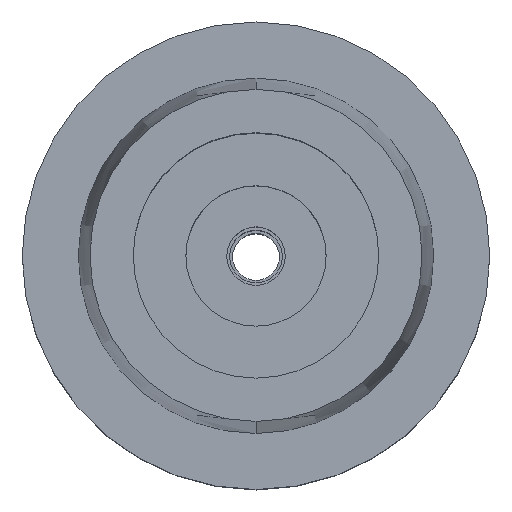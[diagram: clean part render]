
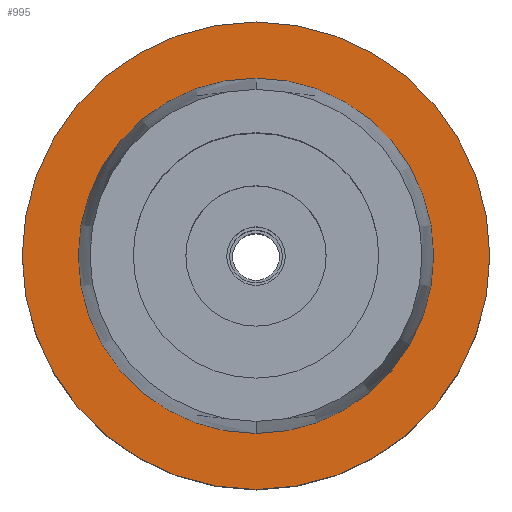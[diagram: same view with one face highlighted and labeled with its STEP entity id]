
A CAD part, top view. The second image highlights one B-rep face of the part: STEP entity #995.
In plain terms, the highlighted planar face has unit normal (0, 0, 1).
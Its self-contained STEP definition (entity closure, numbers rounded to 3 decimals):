
#64=CARTESIAN_POINT('',(0.,0.,0.));
#65=DIRECTION('',(0.,0.,-1.));
#66=DIRECTION('',(0.,-1.,0.));
#67=AXIS2_PLACEMENT_3D('',#64,#65,#66);
#72=CARTESIAN_POINT('',(0.,0.,0.));
#73=DIRECTION('',(0.,0.,-1.));
#74=DIRECTION('',(0.,1.,0.));
#75=AXIS2_PLACEMENT_3D('',#72,#73,#74);
#80=CARTESIAN_POINT('',(0.,0.,0.));
#81=DIRECTION('',(0.,0.,1.));
#82=DIRECTION('',(0.,-1.,0.));
#83=AXIS2_PLACEMENT_3D('',#80,#81,#82);
#88=CARTESIAN_POINT('',(0.,0.,0.));
#89=DIRECTION('',(0.,0.,1.));
#90=DIRECTION('',(0.,1.,0.));
#91=AXIS2_PLACEMENT_3D('',#88,#89,#90);
#818=CARTESIAN_POINT('',(0.,15.2,0.));
#819=VERTEX_POINT('',#818);
#820=CARTESIAN_POINT('',(0.,-15.2,0.));
#821=VERTEX_POINT('',#820);
#822=CARTESIAN_POINT('',(0.,-20.,0.));
#823=CARTESIAN_POINT('',(0.,20.,0.));
#824=VERTEX_POINT('',#822);
#825=VERTEX_POINT('',#823);
#980=CARTESIAN_POINT('',(0.,0.,0.));
#981=DIRECTION('',(0.,0.,1.));
#982=DIRECTION('',(0.,1.,0.));
#983=AXIS2_PLACEMENT_3D('',#980,#981,#982);
#984=PLANE('',#983);
#986=ORIENTED_EDGE('',*,*,#985,.T.);
#988=ORIENTED_EDGE('',*,*,#987,.T.);
#989=EDGE_LOOP('',(#986,#988));
#990=FACE_OUTER_BOUND('',#989,.F.);
#991=ORIENTED_EDGE('',*,*,#973,.T.);
#992=ORIENTED_EDGE('',*,*,#962,.T.);
#993=EDGE_LOOP('',(#991,#992));
#994=FACE_BOUND('',#993,.F.);
#68=CIRCLE('',#67,20.);
#76=CIRCLE('',#75,20.);
#84=CIRCLE('',#83,15.2);
#92=CIRCLE('',#91,15.2);
#962=EDGE_CURVE('',#819,#821,#92,.T.);
#973=EDGE_CURVE('',#821,#819,#84,.T.);
#985=EDGE_CURVE('',#824,#825,#68,.T.);
#987=EDGE_CURVE('',#825,#824,#76,.T.);
#995=ADVANCED_FACE('',(#990,#994),#984,.T.);
